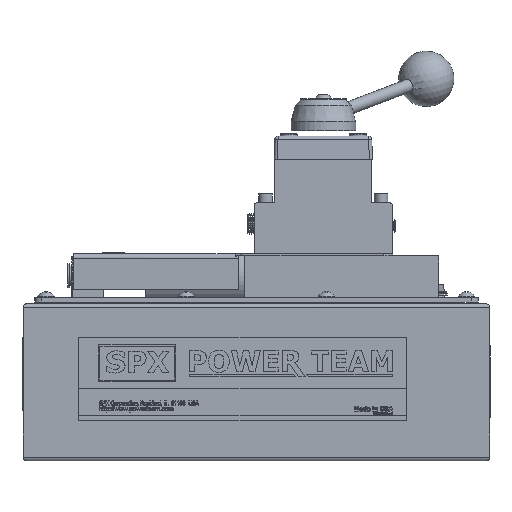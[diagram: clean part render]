
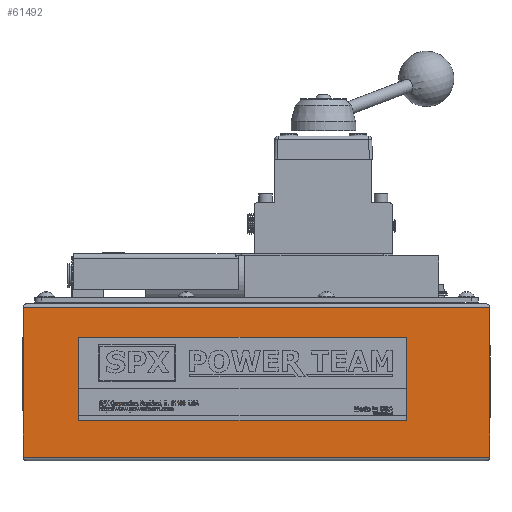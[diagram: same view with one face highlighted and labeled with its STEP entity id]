
A CAD part, front view. The second image highlights one B-rep face of the part: STEP entity #61492.
In plain terms, the highlighted planar face has unit normal (0, -1, 0).
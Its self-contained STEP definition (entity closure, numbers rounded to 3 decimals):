
#6869 = EDGE_CURVE ( 'NONE', #42442, #256518, #141338, .T. ) ;
#11200 = CARTESIAN_POINT ( 'NONE',  ( -6.313, -3.688, -0.147 ) ) ;
#18760 = FACE_OUTER_BOUND ( 'NONE', #141515, .T. ) ;
#26009 = VECTOR ( 'NONE', #187900, 39.37 ) ;
#26373 = EDGE_CURVE ( 'NONE', #256518, #104731, #50656, .T. ) ;
#42442 = VERTEX_POINT ( 'NONE', #271926 ) ;
#46830 = ORIENTED_EDGE ( 'NONE', *, *, #202217, .F. ) ;
#50656 = LINE ( 'NONE', #137760, #196387 ) ;
#61492 = ADVANCED_FACE ( 'NONE', ( #18760 ), #125892, .F. ) ;
#103841 = CARTESIAN_POINT ( 'NONE',  ( -6.313, -3.688, -4.197 ) ) ;
#104731 = VERTEX_POINT ( 'NONE', #225251 ) ;
#105885 = DIRECTION ( 'NONE',  ( 0., 0., 1. ) ) ;
#112594 = ORIENTED_EDGE ( 'NONE', *, *, #26373, .T. ) ;
#114541 = VECTOR ( 'NONE', #206873, 39.37 ) ;
#116261 = VECTOR ( 'NONE', #228545, 39.37 ) ;
#125892 = PLANE ( 'NONE',  #148933 ) ;
#129715 = CARTESIAN_POINT ( 'NONE',  ( 6.317, -3.688, -0.147 ) ) ;
#137760 = CARTESIAN_POINT ( 'NONE',  ( 6.317, -3.688, -4.197 ) ) ;
#141338 = LINE ( 'NONE', #271407, #116261 ) ;
#141515 = EDGE_LOOP ( 'NONE', ( #46830, #229032, #242538, #112594 ) ) ;
#142568 = LINE ( 'NONE', #11200, #114541 ) ;
#148933 = AXIS2_PLACEMENT_3D ( 'NONE', #152955, #280210, #105885 ) ;
#152955 = CARTESIAN_POINT ( 'NONE',  ( -6.313, -3.688, -0.047 ) ) ;
#160853 = LINE ( 'NONE', #249418, #26009 ) ;
#163657 = EDGE_CURVE ( 'NONE', #233731, #42442, #142568, .T. ) ;
#187900 = DIRECTION ( 'NONE',  ( 0., 0., -1. ) ) ;
#196387 = VECTOR ( 'NONE', #215409, 39.37 ) ;
#202217 = EDGE_CURVE ( 'NONE', #233731, #104731, #160853, .T. ) ;
#206873 = DIRECTION ( 'NONE',  ( -1., 0., 0. ) ) ;
#215409 = DIRECTION ( 'NONE',  ( 1., 0., 0. ) ) ;
#225251 = CARTESIAN_POINT ( 'NONE',  ( 6.317, -3.688, -4.197 ) ) ;
#228545 = DIRECTION ( 'NONE',  ( 0., 0., -1. ) ) ;
#229032 = ORIENTED_EDGE ( 'NONE', *, *, #163657, .T. ) ;
#233731 = VERTEX_POINT ( 'NONE', #129715 ) ;
#242538 = ORIENTED_EDGE ( 'NONE', *, *, #6869, .T. ) ;
#249418 = CARTESIAN_POINT ( 'NONE',  ( 6.317, -3.688, -0.047 ) ) ;
#256518 = VERTEX_POINT ( 'NONE', #103841 ) ;
#271407 = CARTESIAN_POINT ( 'NONE',  ( -6.313, -3.688, -0.047 ) ) ;
#271926 = CARTESIAN_POINT ( 'NONE',  ( -6.313, -3.688, -0.147 ) ) ;
#280210 = DIRECTION ( 'NONE',  ( 0., 1., 0. ) ) ;
